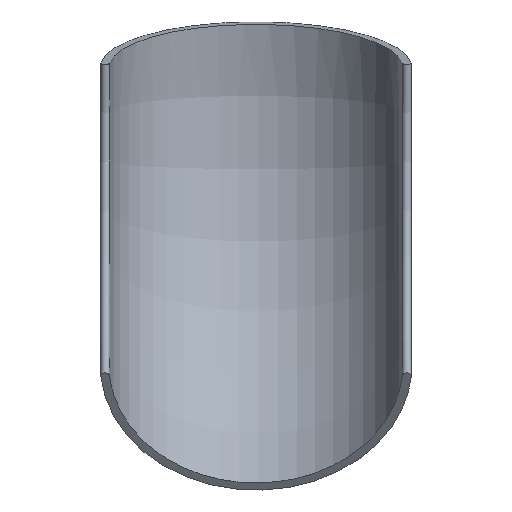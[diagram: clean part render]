
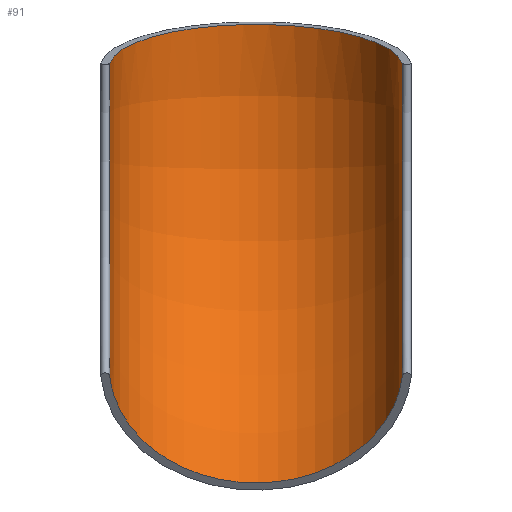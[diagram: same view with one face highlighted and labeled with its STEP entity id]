
A CAD part, top view. The second image highlights one B-rep face of the part: STEP entity #91.
In plain terms, the highlighted toroidal (fillet/blend) face has major radius 122.682 mm and minor radius 65.63 mm.
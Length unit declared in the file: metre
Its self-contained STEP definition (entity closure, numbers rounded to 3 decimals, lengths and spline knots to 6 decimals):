
#15=TOROIDAL_SURFACE('',#118,0.122682,0.06563);
#19=B_SPLINE_CURVE_WITH_KNOTS('',3,(#208,#209,#210,#211,#212,#213,#214,
#215,#216,#217,#218,#219,#220,#221,#222,#223,#224,#225,#226,#227,#228,#229,
#230,#231,#232,#233,#234,#235,#236,#237),.UNSPECIFIED.,.F.,.F.,(4,1,1,1,
1,1,1,1,1,1,1,1,1,1,1,1,1,1,1,1,1,1,1,1,1,1,1,4),(0.,
0.01208,0.018121,0.024161,0.030201,
0.036241,0.042281,0.048321,0.060402,
0.072482,0.084563,0.090603,0.096643,
0.102683,0.108723,0.114764,0.120804,
0.126844,0.132884,0.138924,0.144964,
0.151005,0.157045,0.163085,0.169125,
0.175165,0.181206,0.193286),.UNSPECIFIED.);
#40=ORIENTED_EDGE('',*,*,#45,.F.);
#41=ORIENTED_EDGE('',*,*,#53,.T.);
#42=ORIENTED_EDGE('',*,*,#51,.F.);
#43=ORIENTED_EDGE('',*,*,#55,.F.);
#45=EDGE_CURVE('',#56,#58,#65,.T.);
#51=EDGE_CURVE('',#63,#60,#19,.T.);
#53=EDGE_CURVE('',#56,#60,#69,.T.);
#55=EDGE_CURVE('',#58,#63,#71,.T.);
#56=VERTEX_POINT('',#152);
#58=VERTEX_POINT('',#155);
#60=VERTEX_POINT('',#167);
#63=VERTEX_POINT('',#207);
#65=CIRCLE('',#107,0.06563);
#69=CIRCLE('',#113,0.12863);
#71=CIRCLE('',#117,0.12863);
#77=EDGE_LOOP('',(#40,#41,#42,#43));
#83=FACE_BOUND('',#77,.T.);
#91=ADVANCED_FACE('',(#83),#15,.F.);
#107=AXIS2_PLACEMENT_3D('',#154,#125,#126);
#113=AXIS2_PLACEMENT_3D('',#240,#137,#138);
#117=AXIS2_PLACEMENT_3D('',#244,#145,#146);
#118=AXIS2_PLACEMENT_3D('',#245,#147,#148);
#125=DIRECTION('',(0.,-0.956,-0.292));
#126=DIRECTION('',(-0.996,0.027,-0.087));
#137=DIRECTION('',(-1.,0.,0.));
#138=DIRECTION('',(0.,0.292,-0.956));
#145=DIRECTION('',(-1.,0.,0.));
#146=DIRECTION('',(0.,0.292,-0.956));
#147=DIRECTION('',(-1.,0.,0.));
#148=DIRECTION('',(0.,-0.292,0.956));
#152=CARTESIAN_POINT('',(-0.12536,-0.066377,0.094226));
#154=CARTESIAN_POINT('',(-0.06,-0.068117,0.099914));
#155=CARTESIAN_POINT('',(0.00536,-0.066377,0.094226));
#167=CARTESIAN_POINT('',(-0.12536,-0.206223,0.139178));
#207=CARTESIAN_POINT('',(0.00536,-0.206223,0.139178));
#208=CARTESIAN_POINT('',(0.00536,-0.206223,0.139178));
#209=CARTESIAN_POINT('',(0.00499,-0.209472,0.13673));
#210=CARTESIAN_POINT('',(0.003878,-0.21423,0.133144));
#211=CARTESIAN_POINT('',(0.001333,-0.220338,0.128541));
#212=CARTESIAN_POINT('',(-0.001138,-0.224825,0.12516));
#213=CARTESIAN_POINT('',(-0.004086,-0.229059,0.12197));
#214=CARTESIAN_POINT('',(-0.007492,-0.233041,0.118969));
#215=CARTESIAN_POINT('',(-0.011362,-0.236778,0.116153));
#216=CARTESIAN_POINT('',(-0.017141,-0.241399,0.112671));
#217=CARTESIAN_POINT('',(-0.025146,-0.246239,0.109023));
#218=CARTESIAN_POINT('',(-0.036166,-0.250631,0.105714));
#219=CARTESIAN_POINT('',(-0.045822,-0.25283,0.104057));
#220=CARTESIAN_POINT('',(-0.053927,-0.25374,0.103372));
#221=CARTESIAN_POINT('',(-0.059982,-0.253962,0.103204));
#222=CARTESIAN_POINT('',(-0.066015,-0.253742,0.10337));
#223=CARTESIAN_POINT('',(-0.072034,-0.253077,0.103871));
#224=CARTESIAN_POINT('',(-0.078002,-0.251956,0.104716));
#225=CARTESIAN_POINT('',(-0.083731,-0.25042,0.105873));
#226=CARTESIAN_POINT('',(-0.089258,-0.248475,0.107339));
#227=CARTESIAN_POINT('',(-0.094605,-0.246099,0.109129));
#228=CARTESIAN_POINT('',(-0.099628,-0.243348,0.111202));
#229=CARTESIAN_POINT('',(-0.104273,-0.240265,0.113525));
#230=CARTESIAN_POINT('',(-0.108555,-0.23685,0.116099));
#231=CARTESIAN_POINT('',(-0.112477,-0.233077,0.118942));
#232=CARTESIAN_POINT('',(-0.115895,-0.229083,0.121952));
#233=CARTESIAN_POINT('',(-0.118833,-0.224869,0.125127));
#234=CARTESIAN_POINT('',(-0.121291,-0.220427,0.128475));
#235=CARTESIAN_POINT('',(-0.123882,-0.214237,0.133139));
#236=CARTESIAN_POINT('',(-0.12499,-0.209472,0.13673));
#237=CARTESIAN_POINT('',(-0.12536,-0.206223,0.139178));
#240=CARTESIAN_POINT('',(-0.12536,-0.103985,0.217235));
#244=CARTESIAN_POINT('',(0.00536,-0.103985,0.217235));
#245=CARTESIAN_POINT('',(-0.06,-0.103985,0.217235));
